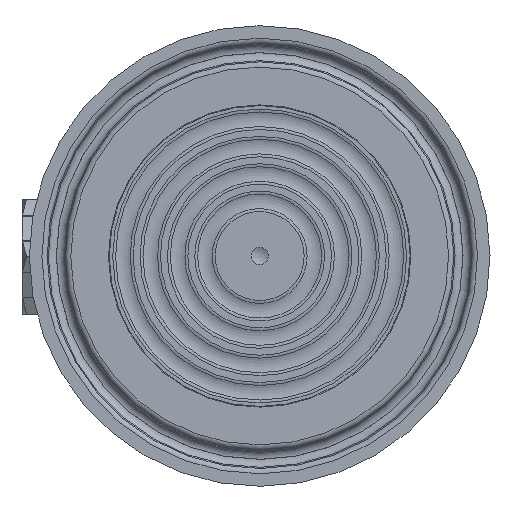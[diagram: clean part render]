
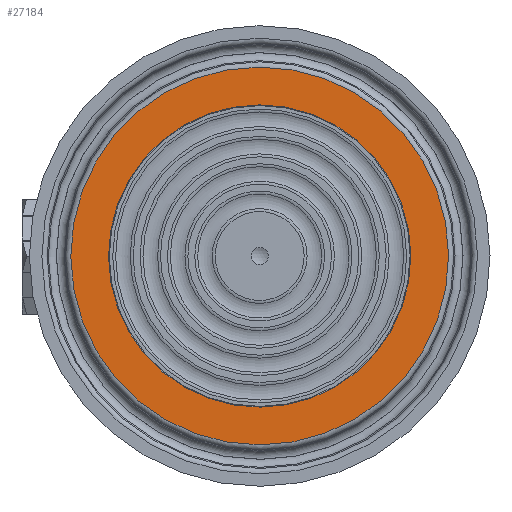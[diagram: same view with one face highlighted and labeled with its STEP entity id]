
A CAD part, left-side view. The second image highlights one B-rep face of the part: STEP entity #27184.
In plain terms, the highlighted planar face has unit normal (-1, 0, 0).
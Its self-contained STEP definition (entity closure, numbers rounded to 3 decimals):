
#541=FACE_BOUND('',#4863,.T.);
#1756=PLANE('',#28715);
#3251=FACE_OUTER_BOUND('',#4862,.T.);
#4862=EDGE_LOOP('',(#25323));
#4863=EDGE_LOOP('',(#25324));
#5375=CIRCLE('',#28712,21.);
#5377=CIRCLE('',#28716,26.242);
#13304=VERTEX_POINT('',#70120);
#13306=VERTEX_POINT('',#70127);
#17321=EDGE_CURVE('',#13304,#13304,#5375,.T.);
#17324=EDGE_CURVE('',#13306,#13306,#5377,.T.);
#25323=ORIENTED_EDGE('',*,*,#17324,.F.);
#25324=ORIENTED_EDGE('',*,*,#17321,.T.);
#27184=ADVANCED_FACE('',(#3251,#541),#1756,.T.);
#28712=AXIS2_PLACEMENT_3D('',#70121,#33534,#33535);
#28715=AXIS2_PLACEMENT_3D('',#70126,#33541,#33542);
#28716=AXIS2_PLACEMENT_3D('',#70128,#33543,#33544);
#33534=DIRECTION('center_axis',(1.,0.,0.));
#33535=DIRECTION('ref_axis',(0.,1.,0.));
#33541=DIRECTION('center_axis',(-1.,0.,0.));
#33542=DIRECTION('ref_axis',(0.,0.,1.));
#33543=DIRECTION('center_axis',(1.,0.,0.));
#33544=DIRECTION('ref_axis',(0.,0.,-1.));
#70120=CARTESIAN_POINT('',(0.,-21.,0.));
#70121=CARTESIAN_POINT('Origin',(0.,0.,
0.));
#70126=CARTESIAN_POINT('Origin',(0.,26.242,
0.));
#70127=CARTESIAN_POINT('',(0.,0.,
26.242));
#70128=CARTESIAN_POINT('Origin',(0.,0.,
0.));
